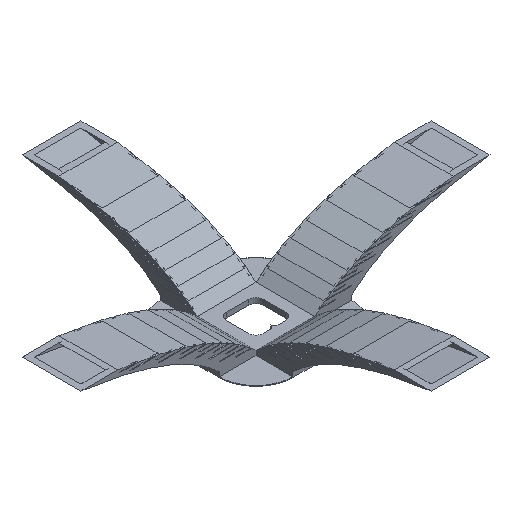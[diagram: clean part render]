
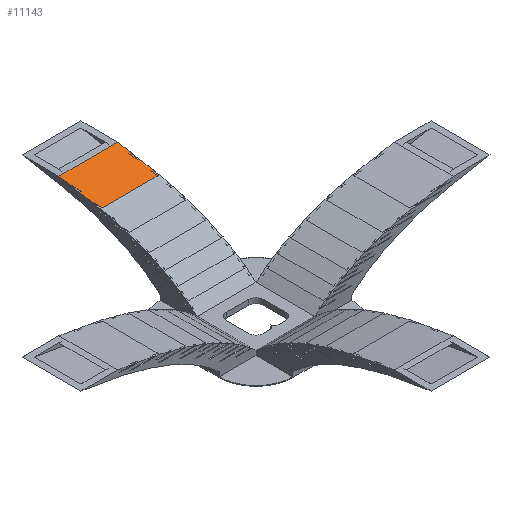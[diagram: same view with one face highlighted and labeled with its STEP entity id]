
A CAD part, isometric view. The second image highlights one B-rep face of the part: STEP entity #11143.
In plain terms, the highlighted planar face has unit normal (0, -0.174, 0.985).
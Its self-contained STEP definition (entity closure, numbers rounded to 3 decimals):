
#123=FACE_OUTER_BOUND('',#700,.T.);
#700=EDGE_LOOP('',(#7582,#7583,#7584,#7585,#7586,#7587,#7588,#7589,#7590,
#7591,#7592,#7593,#7594,#7595,#7596,#7597));
#1299=LINE('',#15300,#2932);
#1303=LINE('',#15308,#2936);
#1367=LINE('',#15435,#3000);
#1368=LINE('',#15437,#3001);
#1409=LINE('',#15520,#3042);
#1415=LINE('',#15531,#3048);
#1416=LINE('',#15533,#3049);
#1437=LINE('',#15576,#3070);
#1438=LINE('',#15578,#3071);
#1439=LINE('',#15580,#3072);
#1440=LINE('',#15582,#3073);
#1441=LINE('',#15584,#3074);
#1442=LINE('',#15586,#3075);
#1443=LINE('',#15588,#3076);
#1444=LINE('',#15590,#3077);
#1445=LINE('',#15591,#3078);
#2932=VECTOR('',#12421,10.);
#2936=VECTOR('',#12425,10.);
#3000=VECTOR('',#12543,10.);
#3001=VECTOR('',#12546,10.);
#3042=VECTOR('',#12629,10.);
#3048=VECTOR('',#12639,10.);
#3049=VECTOR('',#12642,10.);
#3070=VECTOR('',#12669,10.);
#3071=VECTOR('',#12670,10.);
#3072=VECTOR('',#12671,10.);
#3073=VECTOR('',#12672,10.);
#3074=VECTOR('',#12673,10.);
#3075=VECTOR('',#12674,10.);
#3076=VECTOR('',#12675,10.);
#3077=VECTOR('',#12676,10.);
#3078=VECTOR('',#12677,10.);
#4565=VERTEX_POINT('',#15297);
#4566=VERTEX_POINT('',#15299);
#4569=VERTEX_POINT('',#15305);
#4570=VERTEX_POINT('',#15307);
#4603=VERTEX_POINT('',#15423);
#4606=VERTEX_POINT('',#15433);
#4627=VERTEX_POINT('',#15519);
#4630=VERTEX_POINT('',#15529);
#4649=VERTEX_POINT('',#15575);
#4650=VERTEX_POINT('',#15577);
#4651=VERTEX_POINT('',#15579);
#4652=VERTEX_POINT('',#15581);
#4653=VERTEX_POINT('',#15583);
#4654=VERTEX_POINT('',#15585);
#4655=VERTEX_POINT('',#15587);
#4656=VERTEX_POINT('',#15589);
#5659=EDGE_CURVE('',#4565,#4566,#1299,.T.);
#5663=EDGE_CURVE('',#4569,#4570,#1303,.T.);
#5727=EDGE_CURVE('',#4565,#4606,#1367,.T.);
#5728=EDGE_CURVE('',#4606,#4603,#1368,.T.);
#5769=EDGE_CURVE('',#4627,#4566,#1409,.T.);
#5775=EDGE_CURVE('',#4569,#4630,#1415,.T.);
#5776=EDGE_CURVE('',#4630,#4627,#1416,.T.);
#5797=EDGE_CURVE('',#4649,#4603,#1437,.T.);
#5798=EDGE_CURVE('',#4649,#4650,#1438,.T.);
#5799=EDGE_CURVE('',#4650,#4651,#1439,.T.);
#5800=EDGE_CURVE('',#4652,#4651,#1440,.T.);
#5801=EDGE_CURVE('',#4652,#4653,#1441,.T.);
#5802=EDGE_CURVE('',#4653,#4654,#1442,.T.);
#5803=EDGE_CURVE('',#4654,#4655,#1443,.T.);
#5804=EDGE_CURVE('',#4656,#4655,#1444,.T.);
#5805=EDGE_CURVE('',#4656,#4570,#1445,.T.);
#7582=ORIENTED_EDGE('',*,*,#5727,.T.);
#7583=ORIENTED_EDGE('',*,*,#5728,.T.);
#7584=ORIENTED_EDGE('',*,*,#5797,.F.);
#7585=ORIENTED_EDGE('',*,*,#5798,.T.);
#7586=ORIENTED_EDGE('',*,*,#5799,.T.);
#7587=ORIENTED_EDGE('',*,*,#5800,.F.);
#7588=ORIENTED_EDGE('',*,*,#5801,.T.);
#7589=ORIENTED_EDGE('',*,*,#5802,.T.);
#7590=ORIENTED_EDGE('',*,*,#5803,.T.);
#7591=ORIENTED_EDGE('',*,*,#5804,.F.);
#7592=ORIENTED_EDGE('',*,*,#5805,.T.);
#7593=ORIENTED_EDGE('',*,*,#5663,.F.);
#7594=ORIENTED_EDGE('',*,*,#5775,.T.);
#7595=ORIENTED_EDGE('',*,*,#5776,.T.);
#7596=ORIENTED_EDGE('',*,*,#5769,.T.);
#7597=ORIENTED_EDGE('',*,*,#5659,.F.);
#10566=PLANE('',#11751);
#11143=ADVANCED_FACE('',(#123),#10566,.T.);
#11751=AXIS2_PLACEMENT_3D('',#15574,#12667,#12668);
#12421=DIRECTION('',(0.,0.985,0.174));
#12425=DIRECTION('',(0.,0.985,0.174));
#12543=DIRECTION('',(1.,0.,0.));
#12546=DIRECTION('',(0.,-0.985,-0.174));
#12629=DIRECTION('',(-1.,0.,0.));
#12639=DIRECTION('',(1.,0.,0.));
#12642=DIRECTION('',(0.,-0.985,-0.174));
#12667=DIRECTION('center_axis',(0.,-0.174,
0.985));
#12668=DIRECTION('ref_axis',(0.,0.985,0.174));
#12669=DIRECTION('',(-1.,0.,0.));
#12670=DIRECTION('',(0.,0.985,0.174));
#12671=DIRECTION('',(1.,0.,0.));
#12672=DIRECTION('',(0.,-0.985,-0.174));
#12673=DIRECTION('',(-1.,0.,0.));
#12674=DIRECTION('',(0.,0.985,0.174));
#12675=DIRECTION('',(1.,0.,0.));
#12676=DIRECTION('',(0.,-0.985,-0.174));
#12677=DIRECTION('',(-1.,0.,0.));
#15297=CARTESIAN_POINT('',(-8.,35.325,12.4));
#15299=CARTESIAN_POINT('',(-8.,39.862,13.2));
#15300=CARTESIAN_POINT('',(-8.,45.533,14.2));
#15305=CARTESIAN_POINT('',(-8.,40.996,13.4));
#15307=CARTESIAN_POINT('',(-8.,45.533,14.2));
#15308=CARTESIAN_POINT('',(-8.,45.533,14.2));
#15423=CARTESIAN_POINT('',(-7.593,34.19,12.2));
#15433=CARTESIAN_POINT('',(-7.593,35.325,12.4));
#15435=CARTESIAN_POINT('',(-4.,35.325,12.4));
#15437=CARTESIAN_POINT('',(-7.593,36.171,12.549));
#15519=CARTESIAN_POINT('',(-7.593,39.862,13.2));
#15520=CARTESIAN_POINT('',(-4.,39.862,13.2));
#15529=CARTESIAN_POINT('',(-7.593,40.996,13.4));
#15531=CARTESIAN_POINT('',(-4.,40.996,13.4));
#15533=CARTESIAN_POINT('',(-7.593,38.279,12.921));
#15574=CARTESIAN_POINT('Origin',(0.,34.19,
12.2));
#15575=CARTESIAN_POINT('',(7.593,34.19,12.2));
#15576=CARTESIAN_POINT('',(0.,34.19,12.2));
#15577=CARTESIAN_POINT('',(7.593,35.325,12.4));
#15578=CARTESIAN_POINT('',(7.593,36.171,12.549));
#15579=CARTESIAN_POINT('',(8.,35.325,12.4));
#15580=CARTESIAN_POINT('',(4.,35.325,12.4));
#15581=CARTESIAN_POINT('',(8.,39.862,13.2));
#15582=CARTESIAN_POINT('',(8.,45.533,14.2));
#15583=CARTESIAN_POINT('',(7.593,39.862,13.2));
#15584=CARTESIAN_POINT('',(4.,39.862,13.2));
#15585=CARTESIAN_POINT('',(7.593,40.996,13.4));
#15586=CARTESIAN_POINT('',(7.593,38.279,12.921));
#15587=CARTESIAN_POINT('',(8.,40.996,13.4));
#15588=CARTESIAN_POINT('',(4.,40.996,13.4));
#15589=CARTESIAN_POINT('',(8.,45.533,14.2));
#15590=CARTESIAN_POINT('',(8.,45.533,14.2));
#15591=CARTESIAN_POINT('',(0.,45.533,14.2));
